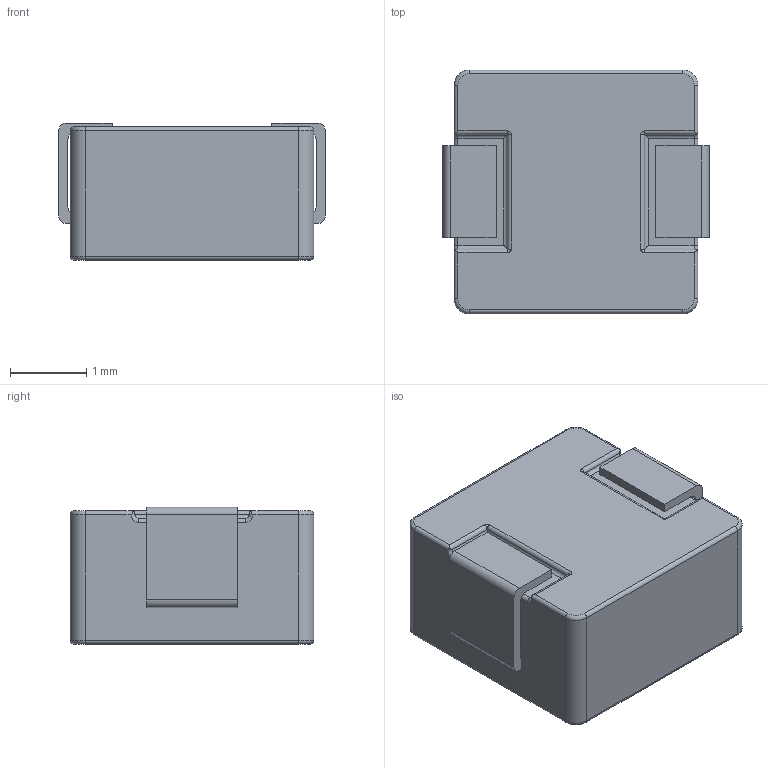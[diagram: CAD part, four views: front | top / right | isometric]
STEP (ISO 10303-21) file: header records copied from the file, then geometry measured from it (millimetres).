
FILE_DESCRIPTION(/* description */ ('Unknown'),/* implementation_level */ '2;1');
FILE_NAME(/* name */ 'TMPC0302H',/* time_stamp */ '2017-08-28T15:54:14+08:00',/* author */ ('Unknown'),/* organization */ ('Unknown'),/* preprocessor_version */ 'ST-DEVELOPER v16.7',/* originating_system */ 'DEX',/* authorisation */ $);
FILE_SCHEMA (('AUTOMOTIVE_DESIGN {1 0 10303 214 3 1 1}'));
Length unit declared in the file: centimetre
Products named in the file (1): TMPC0302H
Bounding box: 3.5 x 3.2 x 1.81 mm (x, y, z)
Volume: 18.2 mm3; surface area: 137.3 mm2
Topology: 2 solids, 2 shells, 280 faces, 781 edges, 504 vertices
Faces by surface type: plane 128, bspline 68, cylinder 68, torus 16
Full cylindrical faces by diameter (mm): 0.2 x2
Entity records: 16426 total; most frequent: CARTESIAN_POINT 7671, ORIENTED_EDGE 1528, DIRECTION 1214, EDGE_CURVE 764, VERTEX_POINT 500, LINE 444, VECTOR 444, AXIS2_PLACEMENT_3D 385
